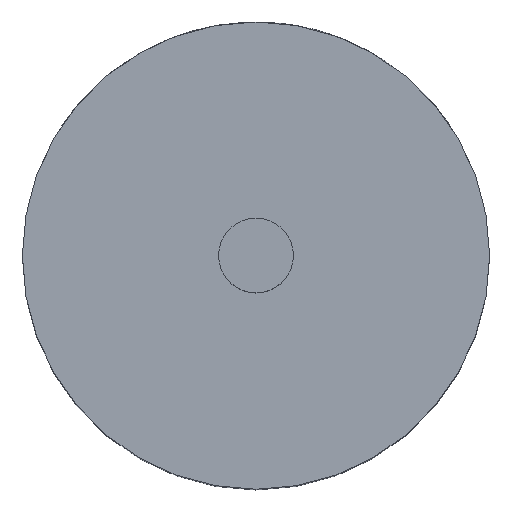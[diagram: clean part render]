
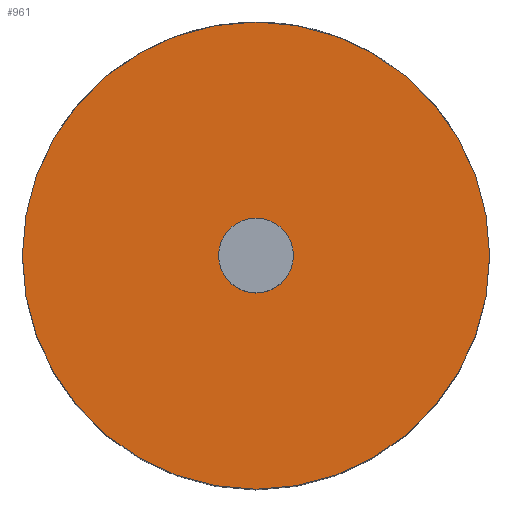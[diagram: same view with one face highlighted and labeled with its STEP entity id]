
A CAD part, top view. The second image highlights one B-rep face of the part: STEP entity #961.
In plain terms, the highlighted planar face has unit normal (0, 0, 1).
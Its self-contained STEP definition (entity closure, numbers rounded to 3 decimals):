
#31 = CYLINDRICAL_SURFACE('',#32,25.);
#32 = AXIS2_PLACEMENT_3D('',#33,#34,#35);
#33 = CARTESIAN_POINT('',(0.,0.,0.));
#34 = DIRECTION('',(0.,0.,-1.));
#35 = DIRECTION('',(1.,0.,0.));
#56 = VERTEX_POINT('',#57);
#57 = CARTESIAN_POINT('',(25.,0.,46.));
#78 = EDGE_CURVE('',#56,#56,#79,.T.);
#79 = SURFACE_CURVE('',#80,(#85,#92),.PCURVE_S1.);
#80 = CIRCLE('',#81,25.);
#81 = AXIS2_PLACEMENT_3D('',#82,#83,#84);
#82 = CARTESIAN_POINT('',(0.,0.,46.));
#83 = DIRECTION('',(0.,0.,1.));
#84 = DIRECTION('',(1.,0.,0.));
#85 = PCURVE('',#31,#86);
#86 = DEFINITIONAL_REPRESENTATION('',(#87),#91);
#87 = LINE('',#88,#89);
#88 = CARTESIAN_POINT('',(-0.,-46.));
#89 = VECTOR('',#90,1.);
#90 = DIRECTION('',(-1.,0.));
#91 = ( GEOMETRIC_REPRESENTATION_CONTEXT(2) 
PARAMETRIC_REPRESENTATION_CONTEXT() REPRESENTATION_CONTEXT('2D SPACE',''
  ) );
#92 = PCURVE('',#93,#98);
#93 = PLANE('',#94);
#94 = AXIS2_PLACEMENT_3D('',#95,#96,#97);
#95 = CARTESIAN_POINT('',(0.,0.,46.));
#96 = DIRECTION('',(0.,0.,1.));
#97 = DIRECTION('',(1.,0.,0.));
#98 = DEFINITIONAL_REPRESENTATION('',(#99),#103);
#99 = CIRCLE('',#100,25.);
#100 = AXIS2_PLACEMENT_2D('',#101,#102);
#101 = CARTESIAN_POINT('',(0.,0.));
#102 = DIRECTION('',(1.,0.));
#103 = ( GEOMETRIC_REPRESENTATION_CONTEXT(2) 
PARAMETRIC_REPRESENTATION_CONTEXT() REPRESENTATION_CONTEXT('2D SPACE',''
  ) );
#961 = ADVANCED_FACE('',(#962,#965),#93,.T.);
#962 = FACE_BOUND('',#963,.T.);
#963 = EDGE_LOOP('',(#964));
#964 = ORIENTED_EDGE('',*,*,#78,.T.);
#965 = FACE_BOUND('',#966,.T.);
#966 = EDGE_LOOP('',(#967));
#967 = ORIENTED_EDGE('',*,*,#968,.F.);
#968 = EDGE_CURVE('',#969,#969,#971,.T.);
#969 = VERTEX_POINT('',#970);
#970 = CARTESIAN_POINT('',(4.,0.,46.));
#971 = SURFACE_CURVE('',#972,(#977,#984),.PCURVE_S1.);
#972 = CIRCLE('',#973,4.);
#973 = AXIS2_PLACEMENT_3D('',#974,#975,#976);
#974 = CARTESIAN_POINT('',(0.,0.,46.));
#975 = DIRECTION('',(0.,0.,1.));
#976 = DIRECTION('',(1.,0.,0.));
#977 = PCURVE('',#93,#978);
#978 = DEFINITIONAL_REPRESENTATION('',(#979),#983);
#979 = CIRCLE('',#980,4.);
#980 = AXIS2_PLACEMENT_2D('',#981,#982);
#981 = CARTESIAN_POINT('',(0.,0.));
#982 = DIRECTION('',(1.,0.));
#983 = ( GEOMETRIC_REPRESENTATION_CONTEXT(2) 
PARAMETRIC_REPRESENTATION_CONTEXT() REPRESENTATION_CONTEXT('2D SPACE',''
  ) );
#984 = PCURVE('',#985,#990);
#985 = CYLINDRICAL_SURFACE('',#986,4.);
#986 = AXIS2_PLACEMENT_3D('',#987,#988,#989);
#987 = CARTESIAN_POINT('',(0.,0.,46.));
#988 = DIRECTION('',(0.,0.,-1.));
#989 = DIRECTION('',(1.,0.,0.));
#990 = DEFINITIONAL_REPRESENTATION('',(#991),#995);
#991 = LINE('',#992,#993);
#992 = CARTESIAN_POINT('',(-0.,0.));
#993 = VECTOR('',#994,1.);
#994 = DIRECTION('',(-1.,0.));
#995 = ( GEOMETRIC_REPRESENTATION_CONTEXT(2) 
PARAMETRIC_REPRESENTATION_CONTEXT() REPRESENTATION_CONTEXT('2D SPACE',''
  ) );
